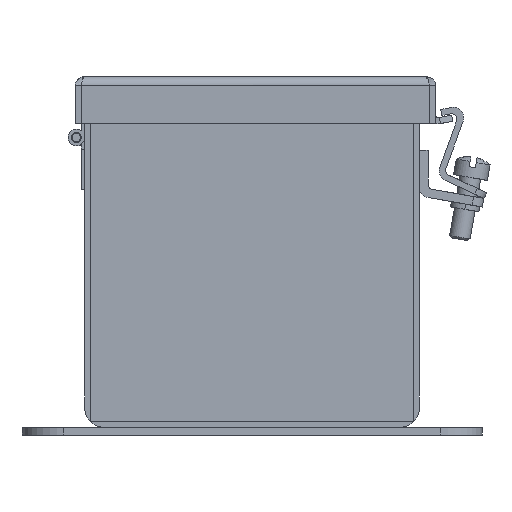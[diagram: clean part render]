
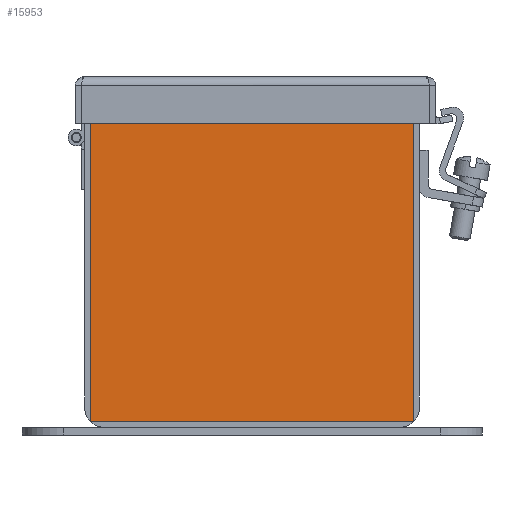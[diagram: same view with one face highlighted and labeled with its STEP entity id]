
A CAD part, left-side view. The second image highlights one B-rep face of the part: STEP entity #15953.
In plain terms, the highlighted planar face has unit normal (-1, 0, 0).
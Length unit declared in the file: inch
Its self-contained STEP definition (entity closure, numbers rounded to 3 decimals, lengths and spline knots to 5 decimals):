
#408 = EDGE_CURVE ( 'NONE', #21139, #25345, #16373, .T. ) ;
#662 = VERTEX_POINT ( 'NONE', #13023 ) ;
#663 = DIRECTION ( 'NONE',  ( 0., -1., 0. ) ) ;
#684 = VECTOR ( 'NONE', #2336, 39.37008 ) ;
#728 = ORIENTED_EDGE ( 'NONE', *, *, #22528, .F. ) ;
#905 = CARTESIAN_POINT ( 'NONE',  ( -1.70918, 2.18875, 1.79059 ) ) ;
#1447 = EDGE_CURVE ( 'NONE', #12055, #10280, #12289, .T. ) ;
#2090 = EDGE_CURVE ( 'NONE', #16771, #11506, #3816, .T. ) ;
#2224 = CARTESIAN_POINT ( 'NONE',  ( -1.70918, 2.67475, 1.82204 ) ) ;
#2336 = DIRECTION ( 'NONE',  ( 0., 1., 0. ) ) ;
#2339 = LINE ( 'NONE', #9920, #8522 ) ;
#2433 = LINE ( 'NONE', #4530, #9002 ) ;
#2475 = CARTESIAN_POINT ( 'NONE',  ( -1.70918, 2.18895, 1.82204 ) ) ;
#3294 = LINE ( 'NONE', #7207, #9684 ) ;
#3576 = VECTOR ( 'NONE', #12299, 39.37008 ) ;
#3678 = EDGE_CURVE ( 'NONE', #21139, #662, #3294, .T. ) ;
#3816 = LINE ( 'NONE', #21478, #15781 ) ;
#3896 = CARTESIAN_POINT ( 'NONE',  ( -1.70918, -0.69125, 1.79079 ) ) ;
#4530 = CARTESIAN_POINT ( 'NONE',  ( -1.70918, -0.69125, 1.79059 ) ) ;
#4656 = ORIENTED_EDGE ( 'NONE', *, *, #408, .F. ) ;
#4941 = DIRECTION ( 'NONE',  ( 0., 0., -1. ) ) ;
#5009 = CARTESIAN_POINT ( 'NONE',  ( -1.70918, -1.17725, -2.02996 ) ) ;
#5274 = DIRECTION ( 'NONE',  ( 0., 0., -1. ) ) ;
#5671 = EDGE_CURVE ( 'NONE', #11614, #17591, #2339, .T. ) ;
#6269 = CARTESIAN_POINT ( 'NONE',  ( -1.70918, 0.74875, 1.82204 ) ) ;
#6863 = ORIENTED_EDGE ( 'NONE', *, *, #5671, .T. ) ;
#7133 = CARTESIAN_POINT ( 'NONE',  ( -1.70918, 2.67475, -2.02996 ) ) ;
#7207 = CARTESIAN_POINT ( 'NONE',  ( -1.70918, 2.18875, 1.82204 ) ) ;
#7272 = VECTOR ( 'NONE', #19245, 39.37008 ) ;
#7749 = DIRECTION ( 'NONE',  ( 0., 0., 1. ) ) ;
#8071 = EDGE_CURVE ( 'NONE', #662, #11614, #12665, .T. ) ;
#8522 = VECTOR ( 'NONE', #19996, 39.37008 ) ;
#9002 = VECTOR ( 'NONE', #16562, 39.37008 ) ;
#9077 = ORIENTED_EDGE ( 'NONE', *, *, #22090, .F. ) ;
#9595 = CARTESIAN_POINT ( 'NONE',  ( -1.70918, -0.69145, 1.79059 ) ) ;
#9684 = VECTOR ( 'NONE', #5274, 39.37008 ) ;
#9920 = CARTESIAN_POINT ( 'NONE',  ( -1.70918, 2.18895, 1.79059 ) ) ;
#10280 = VERTEX_POINT ( 'NONE', #5009 ) ;
#10310 = CARTESIAN_POINT ( 'NONE',  ( -1.70918, -1.17725, -0.10396 ) ) ;
#11076 = ORIENTED_EDGE ( 'NONE', *, *, #16810, .T. ) ;
#11425 = AXIS2_PLACEMENT_3D ( 'NONE', #16720, #21002, #20634 ) ;
#11506 = VERTEX_POINT ( 'NONE', #2224 ) ;
#11508 = VECTOR ( 'NONE', #663, 39.37008 ) ;
#11511 = VECTOR ( 'NONE', #4941, 39.37008 ) ;
#11614 = VERTEX_POINT ( 'NONE', #22883 ) ;
#11653 = CARTESIAN_POINT ( 'NONE',  ( -1.70918, -0.69145, 1.82204 ) ) ;
#12036 = CARTESIAN_POINT ( 'NONE',  ( -1.70918, -0.69125, 1.79059 ) ) ;
#12055 = VERTEX_POINT ( 'NONE', #22950 ) ;
#12289 = LINE ( 'NONE', #10310, #24543 ) ;
#12299 = DIRECTION ( 'NONE',  ( 0., -1., 0. ) ) ;
#12665 = LINE ( 'NONE', #905, #13133 ) ;
#13023 = CARTESIAN_POINT ( 'NONE',  ( -1.70918, 2.18875, 1.79059 ) ) ;
#13133 = VECTOR ( 'NONE', #14752, 39.37008 ) ;
#14126 = CARTESIAN_POINT ( 'NONE',  ( -1.70918, 0.74875, 1.82204 ) ) ;
#14211 = CARTESIAN_POINT ( 'NONE',  ( -1.70918, 0.74875, -2.02996 ) ) ;
#14537 = VERTEX_POINT ( 'NONE', #11653 ) ;
#14752 = DIRECTION ( 'NONE',  ( 0., 1., 0. ) ) ;
#14882 = EDGE_CURVE ( 'NONE', #20855, #21829, #21590, .T. ) ;
#15781 = VECTOR ( 'NONE', #7749, 39.37008 ) ;
#15953 = ADVANCED_FACE ( 'NONE', ( #16212 ), #24209, .F. ) ;
#16085 = LINE ( 'NONE', #6269, #21322 ) ;
#16212 = FACE_OUTER_BOUND ( 'NONE', #22464, .T. ) ;
#16229 = EDGE_CURVE ( 'NONE', #21829, #25345, #2433, .T. ) ;
#16373 = LINE ( 'NONE', #24378, #11508 ) ;
#16562 = DIRECTION ( 'NONE',  ( 0., 0., 1. ) ) ;
#16666 = EDGE_CURVE ( 'NONE', #10280, #16771, #22211, .T. ) ;
#16720 = CARTESIAN_POINT ( 'NONE',  ( -1.70918, 0.74875, -0.10396 ) ) ;
#16771 = VERTEX_POINT ( 'NONE', #7133 ) ;
#16810 = EDGE_CURVE ( 'NONE', #14537, #20855, #16851, .T. ) ;
#16851 = LINE ( 'NONE', #22868, #11511 ) ;
#17591 = VERTEX_POINT ( 'NONE', #2475 ) ;
#19245 = DIRECTION ( 'NONE',  ( 0., 1., 0. ) ) ;
#19259 = ORIENTED_EDGE ( 'NONE', *, *, #16666, .F. ) ;
#19914 = ORIENTED_EDGE ( 'NONE', *, *, #2090, .F. ) ;
#19996 = DIRECTION ( 'NONE',  ( 0., 0., 1. ) ) ;
#20634 = DIRECTION ( 'NONE',  ( 0., 1., 0. ) ) ;
#20821 = ORIENTED_EDGE ( 'NONE', *, *, #3678, .T. ) ;
#20855 = VERTEX_POINT ( 'NONE', #9595 ) ;
#21002 = DIRECTION ( 'NONE',  ( 1., 0., 0. ) ) ;
#21139 = VERTEX_POINT ( 'NONE', #24989 ) ;
#21299 = ORIENTED_EDGE ( 'NONE', *, *, #8071, .T. ) ;
#21322 = VECTOR ( 'NONE', #24074, 39.37008 ) ;
#21478 = CARTESIAN_POINT ( 'NONE',  ( -1.70918, 2.67475, -0.10396 ) ) ;
#21590 = LINE ( 'NONE', #25432, #7272 ) ;
#21829 = VERTEX_POINT ( 'NONE', #12036 ) ;
#22090 = EDGE_CURVE ( 'NONE', #14537, #12055, #16085, .T. ) ;
#22211 = LINE ( 'NONE', #14211, #684 ) ;
#22384 = DIRECTION ( 'NONE',  ( 0., 0., -1. ) ) ;
#22464 = EDGE_LOOP ( 'NONE', ( #24916, #22706, #4656, #20821, #21299, #6863, #728, #19914, #19259, #24041, #9077, #11076 ) ) ;
#22528 = EDGE_CURVE ( 'NONE', #11506, #17591, #24111, .T. ) ;
#22706 = ORIENTED_EDGE ( 'NONE', *, *, #16229, .T. ) ;
#22868 = CARTESIAN_POINT ( 'NONE',  ( -1.70918, -0.69145, 1.82204 ) ) ;
#22883 = CARTESIAN_POINT ( 'NONE',  ( -1.70918, 2.18895, 1.79059 ) ) ;
#22950 = CARTESIAN_POINT ( 'NONE',  ( -1.70918, -1.17725, 1.82204 ) ) ;
#24041 = ORIENTED_EDGE ( 'NONE', *, *, #1447, .F. ) ;
#24074 = DIRECTION ( 'NONE',  ( 0., -1., 0. ) ) ;
#24111 = LINE ( 'NONE', #14126, #3576 ) ;
#24209 = PLANE ( 'NONE',  #11425 ) ;
#24378 = CARTESIAN_POINT ( 'NONE',  ( -1.70918, 0.74875, 1.79079 ) ) ;
#24543 = VECTOR ( 'NONE', #22384, 39.37008 ) ;
#24916 = ORIENTED_EDGE ( 'NONE', *, *, #14882, .T. ) ;
#24989 = CARTESIAN_POINT ( 'NONE',  ( -1.70918, 2.18875, 1.79079 ) ) ;
#25345 = VERTEX_POINT ( 'NONE', #3896 ) ;
#25432 = CARTESIAN_POINT ( 'NONE',  ( -1.70918, -0.69145, 1.79059 ) ) ;
